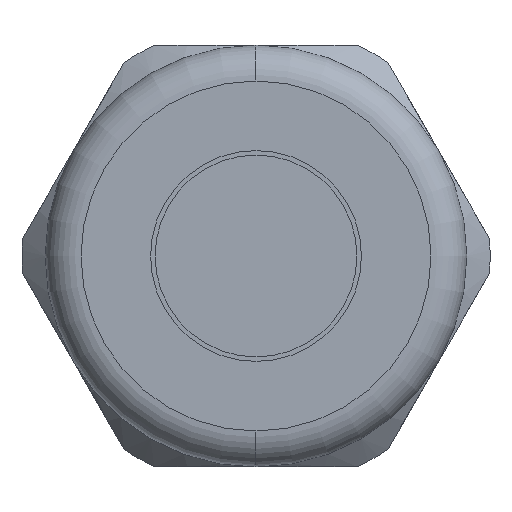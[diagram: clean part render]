
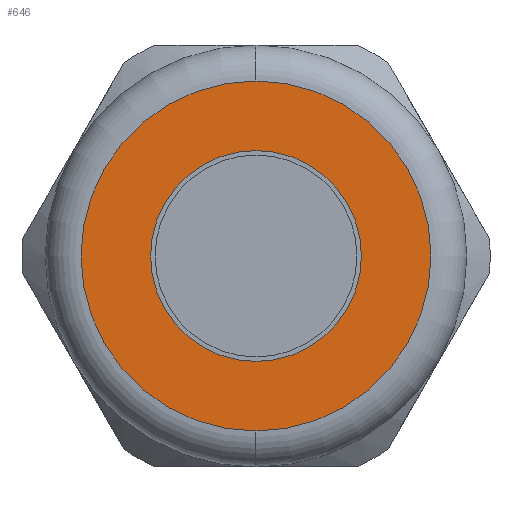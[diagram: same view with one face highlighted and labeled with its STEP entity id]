
A CAD part, left-side view. The second image highlights one B-rep face of the part: STEP entity #646.
In plain terms, the highlighted planar face has unit normal (-1, 0, 0).
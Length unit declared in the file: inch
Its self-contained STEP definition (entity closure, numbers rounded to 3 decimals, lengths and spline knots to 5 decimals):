
#570 = EDGE_LOOP ( 'NONE', ( #627, #629 ) ) ;
#627 = ORIENTED_EDGE ( 'NONE', *, *, #628, .T. ) ;
#628 = EDGE_CURVE ( 'NONE', #4950, #4945, #2314, .T. ) ;
#629 = ORIENTED_EDGE ( 'NONE', *, *, #4948, .T. ) ;
#646 = ADVANCED_FACE ( 'NONE', ( #2349, #2343 ), #2406, .T. ) ;
#647 = EDGE_LOOP ( 'NONE', ( #648, #649 ) ) ;
#648 = ORIENTED_EDGE ( 'NONE', *, *, #4593, .T. ) ;
#649 = ORIENTED_EDGE ( 'NONE', *, *, #650, .T. ) ;
#650 = EDGE_CURVE ( 'NONE', #4594, #4566, #2401, .T. ) ;
#2310 = DIRECTION ( 'NONE',  ( 0., 0., -1. ) ) ;
#2311 = DIRECTION ( 'NONE',  ( 1., 0., 0. ) ) ;
#2312 = CARTESIAN_POINT ( 'NONE',  ( -1.41, 0., 0. ) ) ;
#2313 = AXIS2_PLACEMENT_3D ( 'NONE', #2312, #2311, #2310 ) ;
#2314 = CIRCLE ( 'NONE', #2313, 0.235 ) ;
#2343 = FACE_BOUND ( 'NONE', #570, .T. ) ;
#2349 = FACE_OUTER_BOUND ( 'NONE', #647, .T. ) ;
#2397 = DIRECTION ( 'NONE',  ( 0., 0., 1. ) ) ;
#2398 = DIRECTION ( 'NONE',  ( -1., 0., 0. ) ) ;
#2399 = CARTESIAN_POINT ( 'NONE',  ( -1.41, 0., 0. ) ) ;
#2400 = AXIS2_PLACEMENT_3D ( 'NONE', #2399, #2398, #2397 ) ;
#2401 = CIRCLE ( 'NONE', #2400, 0.39 ) ;
#2402 = DIRECTION ( 'NONE',  ( 0., 0., 1. ) ) ;
#2403 = DIRECTION ( 'NONE',  ( -1., 0., 0. ) ) ;
#2404 = CARTESIAN_POINT ( 'NONE',  ( -1.41, 0.47, 0. ) ) ;
#2405 = AXIS2_PLACEMENT_3D ( 'NONE', #2404, #2403, #2402 ) ;
#2406 = PLANE ( 'NONE',  #2405 ) ;
#3420 = CARTESIAN_POINT ( 'NONE',  ( -1.41, 0., 0.39 ) ) ;
#3481 = CARTESIAN_POINT ( 'NONE',  ( -1.41, 0., -0.39 ) ) ;
#3482 = DIRECTION ( 'NONE',  ( 0., 0., 1. ) ) ;
#3483 = DIRECTION ( 'NONE',  ( -1., 0., 0. ) ) ;
#3484 = CARTESIAN_POINT ( 'NONE',  ( -1.41, 0., 0. ) ) ;
#3485 = AXIS2_PLACEMENT_3D ( 'NONE', #3484, #3483, #3482 ) ;
#3486 = CIRCLE ( 'NONE', #3485, 0.39 ) ;
#4137 = CIRCLE ( 'NONE', #4197, 0.235 ) ;
#4142 = CARTESIAN_POINT ( 'NONE',  ( -1.41, 0., 0.235 ) ) ;
#4193 = CARTESIAN_POINT ( 'NONE',  ( -1.41, 0., -0.235 ) ) ;
#4194 = DIRECTION ( 'NONE',  ( 0., 0., -1. ) ) ;
#4195 = DIRECTION ( 'NONE',  ( 1., 0., 0. ) ) ;
#4196 = CARTESIAN_POINT ( 'NONE',  ( -1.41, 0., 0. ) ) ;
#4197 = AXIS2_PLACEMENT_3D ( 'NONE', #4196, #4195, #4194 ) ;
#4566 = VERTEX_POINT ( 'NONE', #3420 ) ;
#4593 = EDGE_CURVE ( 'NONE', #4566, #4594, #3486, .T. ) ;
#4594 = VERTEX_POINT ( 'NONE', #3481 ) ;
#4945 = VERTEX_POINT ( 'NONE', #4142 ) ;
#4948 = EDGE_CURVE ( 'NONE', #4945, #4950, #4137, .T. ) ;
#4950 = VERTEX_POINT ( 'NONE', #4193 ) ;
